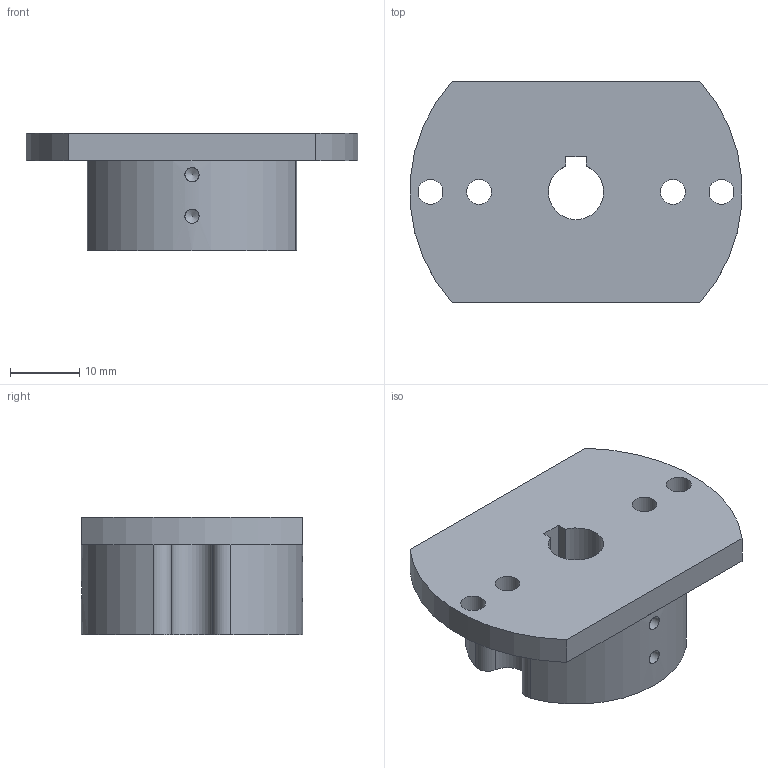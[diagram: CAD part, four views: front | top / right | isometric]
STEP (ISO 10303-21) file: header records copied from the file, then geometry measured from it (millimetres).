
FILE_DESCRIPTION (( 'STEP AP214' ), '1' );
FILE_NAME ('J6 Gripper Mount 8mm.STEP', '2024-01-31T00:38:10', ( '' ), ( '' ), 'SwSTEP 2.0', 'SolidWorks 2022', '' );
FILE_SCHEMA (( 'AUTOMOTIVE_DESIGN' ));
Length unit declared in the file: millimetre
Products named in the file (1): J6 Gripper Mount 8mm
Bounding box: 47.84 x 32 x 17 mm (x, y, z)
Volume: 14138.9 mm3; surface area: 5464.5 mm2
Topology: 1 solids, 1 shells, 32 faces, 89 edges, 58 vertices
Faces by surface type: cylinder 18, plane 12, cone 2
Full cylindrical faces by diameter (mm): 2.05 x2, 3.3 x1, 3.6 x4
Entity records: 1177 total; most frequent: CARTESIAN_POINT 296, DIRECTION 174, ORIENTED_EDGE 154, EDGE_CURVE 77, AXIS2_PLACEMENT_3D 69, VERTEX_POINT 55, EDGE_LOOP 52, FACE_OUTER_BOUND 39
